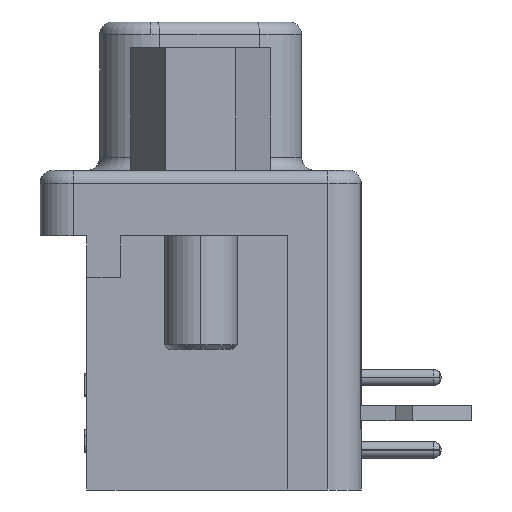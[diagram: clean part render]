
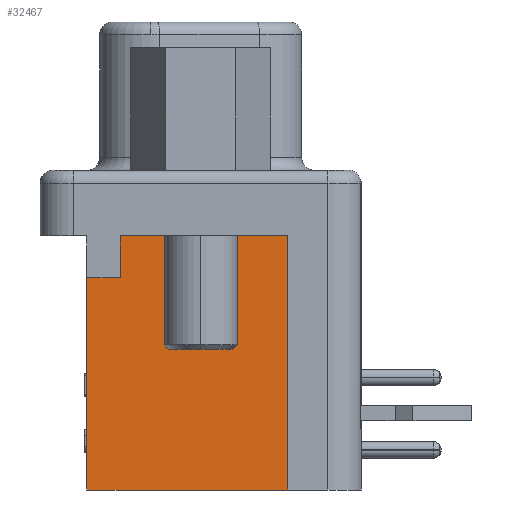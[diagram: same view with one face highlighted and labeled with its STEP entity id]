
A CAD part, left-side view. The second image highlights one B-rep face of the part: STEP entity #32467.
In plain terms, the highlighted planar face has unit normal (-1, 0, 0).
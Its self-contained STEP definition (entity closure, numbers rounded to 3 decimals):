
#510 = LINE ( 'NONE', #31645, #38213 ) ;
#1757 = VERTEX_POINT ( 'NONE', #19881 ) ;
#1992 = ORIENTED_EDGE ( 'NONE', *, *, #31362, .T. ) ;
#2542 = DIRECTION ( 'NONE',  ( -1., 0., 0. ) ) ;
#2617 = ORIENTED_EDGE ( 'NONE', *, *, #36183, .T. ) ;
#3179 = VERTEX_POINT ( 'NONE', #4487 ) ;
#4487 = CARTESIAN_POINT ( 'NONE',  ( -9.6, -3.4, -12.5 ) ) ;
#5567 = CARTESIAN_POINT ( 'NONE',  ( -9.6, -3.4, -2.56 ) ) ;
#9524 = LINE ( 'NONE', #43519, #27828 ) ;
#10161 = VERTEX_POINT ( 'NONE', #26014 ) ;
#10874 = CARTESIAN_POINT ( 'NONE',  ( -9.6, 4.45, -4.2 ) ) ;
#10940 = VECTOR ( 'NONE', #31129, 1000. ) ;
#11119 = EDGE_CURVE ( 'NONE', #1757, #31402, #41208, .T. ) ;
#11187 = DIRECTION ( 'NONE',  ( 0., 0., -1. ) ) ;
#14846 = VECTOR ( 'NONE', #28913, 1000. ) ;
#15844 = EDGE_CURVE ( 'NONE', #10161, #47004, #510, .T. ) ;
#16385 = VERTEX_POINT ( 'NONE', #43539 ) ;
#16712 = LINE ( 'NONE', #17609, #44676 ) ;
#17371 = ORIENTED_EDGE ( 'NONE', *, *, #26112, .T. ) ;
#17609 = CARTESIAN_POINT ( 'NONE',  ( -9.6, -3.4, -12.5 ) ) ;
#19020 = ORIENTED_EDGE ( 'NONE', *, *, #11119, .T. ) ;
#19396 = ORIENTED_EDGE ( 'NONE', *, *, #15844, .T. ) ;
#19881 = CARTESIAN_POINT ( 'NONE',  ( -9.6, -3.4, -2.56 ) ) ;
#23455 = ORIENTED_EDGE ( 'NONE', *, *, #32590, .F. ) ;
#24424 = CARTESIAN_POINT ( 'NONE',  ( -9.6, 0., 0. ) ) ;
#25262 = CARTESIAN_POINT ( 'NONE',  ( -9.6, 4.45, -12.5 ) ) ;
#25359 = DIRECTION ( 'NONE',  ( 0., 0., 1. ) ) ;
#25518 = CARTESIAN_POINT ( 'NONE',  ( -9.6, 4.45, -4.2 ) ) ;
#26014 = CARTESIAN_POINT ( 'NONE',  ( -9.6, 3.15, -4.2 ) ) ;
#26112 = EDGE_CURVE ( 'NONE', #3179, #1757, #16712, .T. ) ;
#26735 = FACE_OUTER_BOUND ( 'NONE', #45667, .T. ) ;
#26809 = VECTOR ( 'NONE', #11187, 1000. ) ;
#27828 = VECTOR ( 'NONE', #25359, 1000. ) ;
#28084 = DIRECTION ( 'NONE',  ( 0., 0., 1. ) ) ;
#28913 = DIRECTION ( 'NONE',  ( 0., -1., 0. ) ) ;
#29629 = AXIS2_PLACEMENT_3D ( 'NONE', #24424, #2542, #28084 ) ;
#31129 = DIRECTION ( 'NONE',  ( 0., 1., 0. ) ) ;
#31362 = EDGE_CURVE ( 'NONE', #16385, #3179, #43959, .T. ) ;
#31402 = VERTEX_POINT ( 'NONE', #33040 ) ;
#31587 = PLANE ( 'NONE',  #29629 ) ;
#31645 = CARTESIAN_POINT ( 'NONE',  ( -9.6, -3.4, -4.2 ) ) ;
#32467 = ADVANCED_FACE ( 'NONE', ( #26735 ), #31587, .T. ) ;
#32590 = EDGE_CURVE ( 'NONE', #10161, #31402, #9524, .T. ) ;
#33040 = CARTESIAN_POINT ( 'NONE',  ( -9.6, 3.15, -2.56 ) ) ;
#36183 = EDGE_CURVE ( 'NONE', #47004, #16385, #36461, .T. ) ;
#36461 = LINE ( 'NONE', #10874, #26809 ) ;
#38213 = VECTOR ( 'NONE', #46666, 1000. ) ;
#41208 = LINE ( 'NONE', #5567, #10940 ) ;
#43519 = CARTESIAN_POINT ( 'NONE',  ( -9.6, 3.15, -12.952 ) ) ;
#43539 = CARTESIAN_POINT ( 'NONE',  ( -9.6, 4.45, -12.5 ) ) ;
#43959 = LINE ( 'NONE', #25262, #14846 ) ;
#44676 = VECTOR ( 'NONE', #46792, 1000. ) ;
#45667 = EDGE_LOOP ( 'NONE', ( #2617, #1992, #17371, #19020, #23455, #19396 ) ) ;
#46666 = DIRECTION ( 'NONE',  ( 0., 1., 0. ) ) ;
#46792 = DIRECTION ( 'NONE',  ( 0., 0., 1. ) ) ;
#47004 = VERTEX_POINT ( 'NONE', #25518 ) ;
